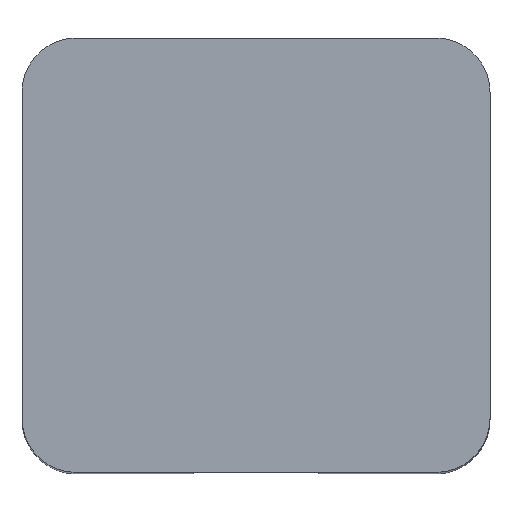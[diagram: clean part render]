
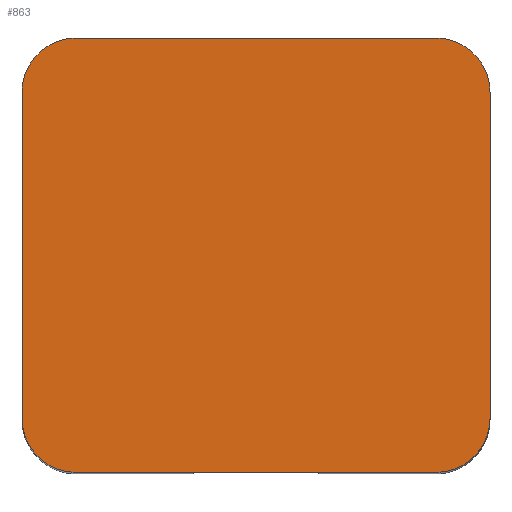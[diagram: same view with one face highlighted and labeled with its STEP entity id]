
A CAD part, top view. The second image highlights one B-rep face of the part: STEP entity #863.
In plain terms, the highlighted planar face has unit normal (0, 0, 1).
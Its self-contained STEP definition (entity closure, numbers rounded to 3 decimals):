
#9 = AXIS2_PLACEMENT_3D ( 'NONE', #902, #690, #87 ) ;
#13 = VERTEX_POINT ( 'NONE', #53 ) ;
#17 = PLANE ( 'NONE',  #365 ) ;
#26 = CIRCLE ( 'NONE', #44, 5. ) ;
#28 = ORIENTED_EDGE ( 'NONE', *, *, #264, .T. ) ;
#29 = EDGE_CURVE ( 'NONE', #13, #230, #421, .T. ) ;
#44 = AXIS2_PLACEMENT_3D ( 'NONE', #575, #55, #206 ) ;
#53 = CARTESIAN_POINT ( 'NONE',  ( -21.6, 30.5, -2. ) ) ;
#55 = DIRECTION ( 'NONE',  ( 0., 0., 1. ) ) ;
#56 = ORIENTED_EDGE ( 'NONE', *, *, #29, .T. ) ;
#75 = LINE ( 'NONE', #822, #528 ) ;
#87 = DIRECTION ( 'NONE',  ( 1., 0., 0. ) ) ;
#114 = CARTESIAN_POINT ( 'NONE',  ( 16.6, 35.5, -2. ) ) ;
#127 = CARTESIAN_POINT ( 'NONE',  ( 16.6, 0.4, -2. ) ) ;
#128 = ORIENTED_EDGE ( 'NONE', *, *, #848, .T. ) ;
#195 = DIRECTION ( 'NONE',  ( 1., 0., 0. ) ) ;
#206 = DIRECTION ( 'NONE',  ( 1., 0., 0. ) ) ;
#217 = ORIENTED_EDGE ( 'NONE', *, *, #984, .T. ) ;
#230 = VERTEX_POINT ( 'NONE', #345 ) ;
#232 = FACE_OUTER_BOUND ( 'NONE', #954, .T. ) ;
#246 = DIRECTION ( 'NONE',  ( 1., 0., 0. ) ) ;
#251 = CIRCLE ( 'NONE', #504, 5. ) ;
#252 = EDGE_CURVE ( 'NONE', #803, #985, #935, .T. ) ;
#261 = CARTESIAN_POINT ( 'NONE',  ( 16.6, 30.5, -2. ) ) ;
#264 = EDGE_CURVE ( 'NONE', #865, #803, #267, .T. ) ;
#267 = LINE ( 'NONE', #500, #593 ) ;
#282 = LINE ( 'NONE', #495, #639 ) ;
#283 = ORIENTED_EDGE ( 'NONE', *, *, #679, .T. ) ;
#331 = DIRECTION ( 'NONE',  ( 0., 0., 1. ) ) ;
#345 = CARTESIAN_POINT ( 'NONE',  ( -21.6, 0.4, -2. ) ) ;
#346 = EDGE_CURVE ( 'NONE', #559, #462, #282, .T. ) ;
#352 = DIRECTION ( 'NONE',  ( 1., 0., 0. ) ) ;
#365 = AXIS2_PLACEMENT_3D ( 'NONE', #617, #331, #246 ) ;
#375 = CARTESIAN_POINT ( 'NONE',  ( 21.6, 0.4, -2. ) ) ;
#377 = ORIENTED_EDGE ( 'NONE', *, *, #346, .T. ) ;
#419 = ORIENTED_EDGE ( 'NONE', *, *, #953, .T. ) ;
#421 = LINE ( 'NONE', #585, #494 ) ;
#437 = DIRECTION ( 'NONE',  ( 0., -1., 0. ) ) ;
#462 = VERTEX_POINT ( 'NONE', #842 ) ;
#494 = VECTOR ( 'NONE', #437, 1000. ) ;
#495 = CARTESIAN_POINT ( 'NONE',  ( 21.6, 35.5, -2. ) ) ;
#500 = CARTESIAN_POINT ( 'NONE',  ( -21.6, -4.6, -2. ) ) ;
#504 = AXIS2_PLACEMENT_3D ( 'NONE', #261, #712, #352 ) ;
#513 = AXIS2_PLACEMENT_3D ( 'NONE', #127, #888, #195 ) ;
#521 = CARTESIAN_POINT ( 'NONE',  ( 21.6, 30.5, -2. ) ) ;
#528 = VECTOR ( 'NONE', #535, 1000. ) ;
#535 = DIRECTION ( 'NONE',  ( 0., 1., 0. ) ) ;
#559 = VERTEX_POINT ( 'NONE', #114 ) ;
#563 = ORIENTED_EDGE ( 'NONE', *, *, #252, .T. ) ;
#575 = CARTESIAN_POINT ( 'NONE',  ( -16.6, 0.4, -2. ) ) ;
#581 = DIRECTION ( 'NONE',  ( -1., 0., 0. ) ) ;
#585 = CARTESIAN_POINT ( 'NONE',  ( -21.6, 35.5, -2. ) ) ;
#593 = VECTOR ( 'NONE', #812, 1000. ) ;
#617 = CARTESIAN_POINT ( 'NONE',  ( 0., 0., -2. ) ) ;
#639 = VECTOR ( 'NONE', #581, 1000. ) ;
#679 = EDGE_CURVE ( 'NONE', #774, #559, #251, .T. ) ;
#684 = CARTESIAN_POINT ( 'NONE',  ( 16.6, -4.6, -2. ) ) ;
#690 = DIRECTION ( 'NONE',  ( 0., 0., 1. ) ) ;
#712 = DIRECTION ( 'NONE',  ( 0., 0., 1. ) ) ;
#774 = VERTEX_POINT ( 'NONE', #521 ) ;
#803 = VERTEX_POINT ( 'NONE', #684 ) ;
#812 = DIRECTION ( 'NONE',  ( 1., 0., 0. ) ) ;
#817 = CIRCLE ( 'NONE', #9, 5. ) ;
#822 = CARTESIAN_POINT ( 'NONE',  ( 21.6, -4.6, -2. ) ) ;
#842 = CARTESIAN_POINT ( 'NONE',  ( -16.6, 35.5, -2. ) ) ;
#848 = EDGE_CURVE ( 'NONE', #462, #13, #817, .T. ) ;
#863 = ADVANCED_FACE ( 'NONE', ( #232 ), #17, .T. ) ;
#865 = VERTEX_POINT ( 'NONE', #919 ) ;
#888 = DIRECTION ( 'NONE',  ( 0., 0., 1. ) ) ;
#902 = CARTESIAN_POINT ( 'NONE',  ( -16.6, 30.5, -2. ) ) ;
#919 = CARTESIAN_POINT ( 'NONE',  ( -16.6, -4.6, -2. ) ) ;
#935 = CIRCLE ( 'NONE', #513, 5. ) ;
#953 = EDGE_CURVE ( 'NONE', #230, #865, #26, .T. ) ;
#954 = EDGE_LOOP ( 'NONE', ( #56, #419, #28, #563, #217, #283, #377, #128 ) ) ;
#984 = EDGE_CURVE ( 'NONE', #985, #774, #75, .T. ) ;
#985 = VERTEX_POINT ( 'NONE', #375 ) ;
